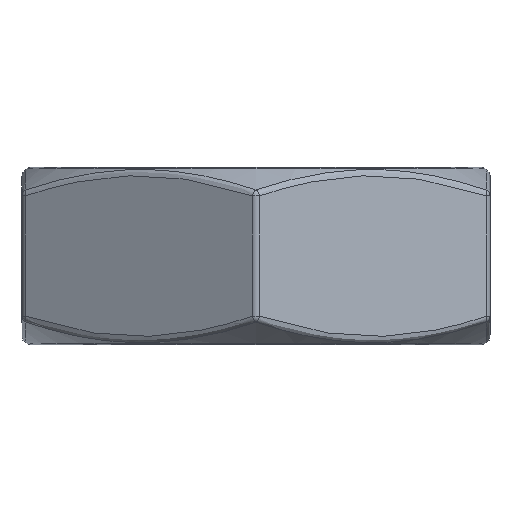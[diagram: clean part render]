
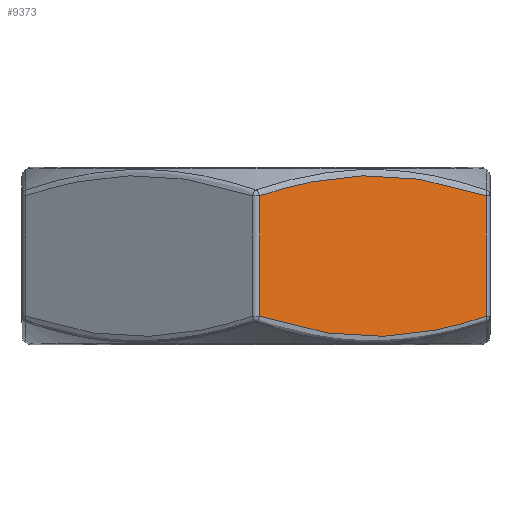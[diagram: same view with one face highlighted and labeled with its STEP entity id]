
A CAD part, front view. The second image highlights one B-rep face of the part: STEP entity #9373.
In plain terms, the highlighted planar face has unit normal (0.5, -0.866, 0).
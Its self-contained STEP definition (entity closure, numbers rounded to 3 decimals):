
#570 = B_SPLINE_CURVE_WITH_KNOTS ( 'NONE', 3,
 ( #12754, #11833, #8241, #3458, #2540, #2403, #8091, #3533, #5740, #3676, #7026, #2326, #12897, #3379, #12963, #1241, #5889, #6951 ),
 .UNSPECIFIED., .F., .F.,
 ( 4, 2, 2, 2, 2, 2, 2, 2, 4 ),
 ( 0., 0.019, 0.023, 0.028, 0.038, 0.042, 0.047, 0.056, 0.075 ),
 .UNSPECIFIED. ) ;
#742 = CARTESIAN_POINT ( 'NONE',  ( 30.335, -58.696, 2.341 ) ) ;
#825 = ORIENTED_EDGE ( 'NONE', *, *, #8294, .T. ) ;
#919 = CARTESIAN_POINT ( 'NONE',  ( 65., -38.682, 41.974 ) ) ;
#1241 = CARTESIAN_POINT ( 'NONE',  ( 11.466, -69.591, 45.146 ) ) ;
#1416 = DIRECTION ( 'NONE',  ( 0.5, -0.866, 0. ) ) ;
#2248 = DIRECTION ( 'NONE',  ( 0., 0., -1. ) ) ;
#2326 = CARTESIAN_POINT ( 'NONE',  ( 27.507, -60.329, 47.52 ) ) ;
#2403 = CARTESIAN_POINT ( 'NONE',  ( 43.781, -50.933, 47.008 ) ) ;
#2511 = FACE_OUTER_BOUND ( 'NONE', #14094, .T. ) ;
#2540 = CARTESIAN_POINT ( 'NONE',  ( 46.476, -49.377, 46.624 ) ) ;
#2724 = VERTEX_POINT ( 'NONE', #3363 ) ;
#2955 = CARTESIAN_POINT ( 'NONE',  ( 38.486, -53.99, 2.448 ) ) ;
#2994 = ORIENTED_EDGE ( 'NONE', *, *, #7991, .T. ) ;
#3024 = CARTESIAN_POINT ( 'NONE',  ( 65., -38.682, 8.026 ) ) ;
#3032 = VERTEX_POINT ( 'NONE', #3999 ) ;
#3096 = B_SPLINE_CURVE_WITH_KNOTS ( 'NONE', 3,
 ( #9962, #14520, #3928, #14602, #4164, #8801, #12253, #742, #8720, #6440, #2955, #12181, #7577, #5068, #13472, #3024 ),
 .UNSPECIFIED., .F., .F.,
 ( 4, 2, 2, 2, 2, 2, 2, 4 ),
 ( 0., 0.019, 0.028, 0.033, 0.037, 0.047, 0.056, 0.075 ),
 .UNSPECIFIED. ) ;
#3363 = CARTESIAN_POINT ( 'NONE',  ( 1., -75.633, 41.974 ) ) ;
#3379 = CARTESIAN_POINT ( 'NONE',  ( 22.117, -63.441, 47.027 ) ) ;
#3458 = CARTESIAN_POINT ( 'NONE',  ( 47.819, -48.602, 46.402 ) ) ;
#3533 = CARTESIAN_POINT ( 'NONE',  ( 38.366, -54.06, 47.561 ) ) ;
#3676 = CARTESIAN_POINT ( 'NONE',  ( 31.579, -57.978, 47.69 ) ) ;
#3928 = CARTESIAN_POINT ( 'NONE',  ( 11.507, -69.567, 4.843 ) ) ;
#3999 = CARTESIAN_POINT ( 'NONE',  ( 1., -75.633, 8.026 ) ) ;
#4164 = CARTESIAN_POINT ( 'NONE',  ( 22.201, -63.392, 2.962 ) ) ;
#4470 = EDGE_CURVE ( 'NONE', #11046, #2724, #570, .T. ) ;
#4763 = CARTESIAN_POINT ( 'NONE',  ( 65., -38.682, 0. ) ) ;
#5068 = CARTESIAN_POINT ( 'NONE',  ( 54.512, -44.738, 4.849 ) ) ;
#5740 = CARTESIAN_POINT ( 'NONE',  ( 35.654, -55.625, 47.693 ) ) ;
#5847 = EDGE_CURVE ( 'NONE', #13345, #11046, #13769, .T. ) ;
#5889 = CARTESIAN_POINT ( 'NONE',  ( 6.211, -72.624, 43.711 ) ) ;
#5989 = PLANE ( 'NONE',  #12355 ) ;
#6064 = DIRECTION ( 'NONE',  ( 0.866, 0.5, 0. ) ) ;
#6440 = CARTESIAN_POINT ( 'NONE',  ( 35.783, -55.551, 2.311 ) ) ;
#6644 = VECTOR ( 'NONE', #2248, 1000. ) ;
#6898 = ORIENTED_EDGE ( 'NONE', *, *, #5847, .T. ) ;
#6951 = CARTESIAN_POINT ( 'NONE',  ( 1., -75.633, 41.974 ) ) ;
#7026 = CARTESIAN_POINT ( 'NONE',  ( 30.218, -58.764, 47.655 ) ) ;
#7064 = CARTESIAN_POINT ( 'NONE',  ( 0., -76.21, 0. ) ) ;
#7577 = CARTESIAN_POINT ( 'NONE',  ( 46.535, -49.343, 3.357 ) ) ;
#7919 = CARTESIAN_POINT ( 'NONE',  ( 65., -38.682, 8.026 ) ) ;
#7991 = EDGE_CURVE ( 'NONE', #3032, #13345, #3096, .T. ) ;
#8091 = CARTESIAN_POINT ( 'NONE',  ( 42.427, -51.715, 47.171 ) ) ;
#8241 = CARTESIAN_POINT ( 'NONE',  ( 54.507, -44.741, 45.154 ) ) ;
#8294 = EDGE_CURVE ( 'NONE', #2724, #3032, #13964, .T. ) ;
#8720 = CARTESIAN_POINT ( 'NONE',  ( 31.702, -57.907, 2.308 ) ) ;
#8801 = CARTESIAN_POINT ( 'NONE',  ( 26.257, -61.051, 2.571 ) ) ;
#9373 = ADVANCED_FACE ( 'NONE', ( #2511 ), #5989, .T. ) ;
#9962 = CARTESIAN_POINT ( 'NONE',  ( 1., -75.633, 8.026 ) ) ;
#11046 = VERTEX_POINT ( 'NONE', #919 ) ;
#11833 = CARTESIAN_POINT ( 'NONE',  ( 59.78, -41.696, 43.714 ) ) ;
#12181 = CARTESIAN_POINT ( 'NONE',  ( 43.863, -50.886, 2.971 ) ) ;
#12220 = VECTOR ( 'NONE', #12703, 1000. ) ;
#12253 = CARTESIAN_POINT ( 'NONE',  ( 27.613, -60.268, 2.472 ) ) ;
#12355 = AXIS2_PLACEMENT_3D ( 'NONE', #7064, #1416, #6064 ) ;
#12528 = ORIENTED_EDGE ( 'NONE', *, *, #4470, .T. ) ;
#12672 = CARTESIAN_POINT ( 'NONE',  ( 1., -75.633, 0. ) ) ;
#12703 = DIRECTION ( 'NONE',  ( 0., 0., 1. ) ) ;
#12754 = CARTESIAN_POINT ( 'NONE',  ( 65., -38.682, 41.974 ) ) ;
#12897 = CARTESIAN_POINT ( 'NONE',  ( 26.156, -61.109, 47.421 ) ) ;
#12963 = CARTESIAN_POINT ( 'NONE',  ( 19.442, -64.985, 46.639 ) ) ;
#13345 = VERTEX_POINT ( 'NONE', #7919 ) ;
#13472 = CARTESIAN_POINT ( 'NONE',  ( 59.775, -41.699, 6.284 ) ) ;
#13769 = LINE ( 'NONE', #4763, #12220 ) ;
#13964 = LINE ( 'NONE', #12672, #6644 ) ;
#14094 = EDGE_LOOP ( 'NONE', ( #825, #2994, #6898, #12528 ) ) ;
#14520 = CARTESIAN_POINT ( 'NONE',  ( 6.232, -72.612, 6.282 ) ) ;
#14602 = CARTESIAN_POINT ( 'NONE',  ( 19.516, -64.943, 3.349 ) ) ;
